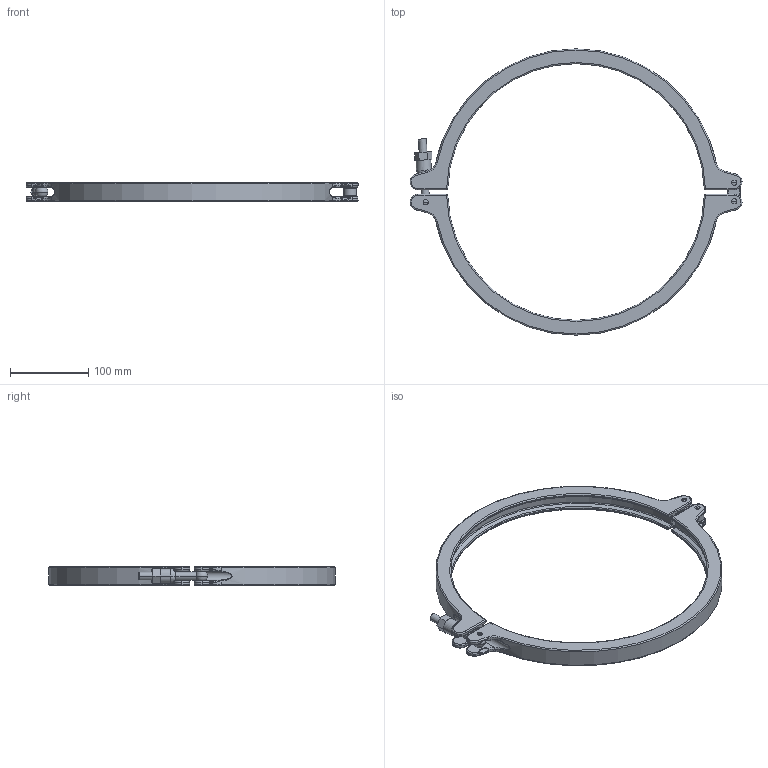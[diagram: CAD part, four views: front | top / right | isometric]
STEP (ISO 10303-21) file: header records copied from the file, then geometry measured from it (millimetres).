
FILE_DESCRIPTION (( 'STEP AP214' ), '1' );
FILE_NAME ('CL.SAFX.1258 BLOCK.STEP', '2020-02-26T11:16:11', ( '' ), ( '' ), 'SwSTEP 2.0', 'SolidWorks 2019', '' );
FILE_SCHEMA (( 'AUTOMOTIVE_DESIGN' ));
Length unit declared in the file: millimetre
Products named in the file (1): CL.SAFX.1258 BLOCK
Bounding box: 425 x 366.5 x 25.3 mm (x, y, z)
Volume: 431332.8 mm3; surface area: 120287.1 mm2
Topology: 3 solids, 5 shells, 347 faces, 811 edges, 462 vertices
Faces by surface type: cylinder 120, torus 84, bspline 52, plane 47, sphere 40, cone 4
Entity records: 12308 total; most frequent: CARTESIAN_POINT 4631, DIRECTION 1682, ORIENTED_EDGE 1568, EDGE_CURVE 784, AXIS2_PLACEMENT_3D 738, VERTEX_POINT 459, CIRCLE 442, EDGE_LOOP 373
